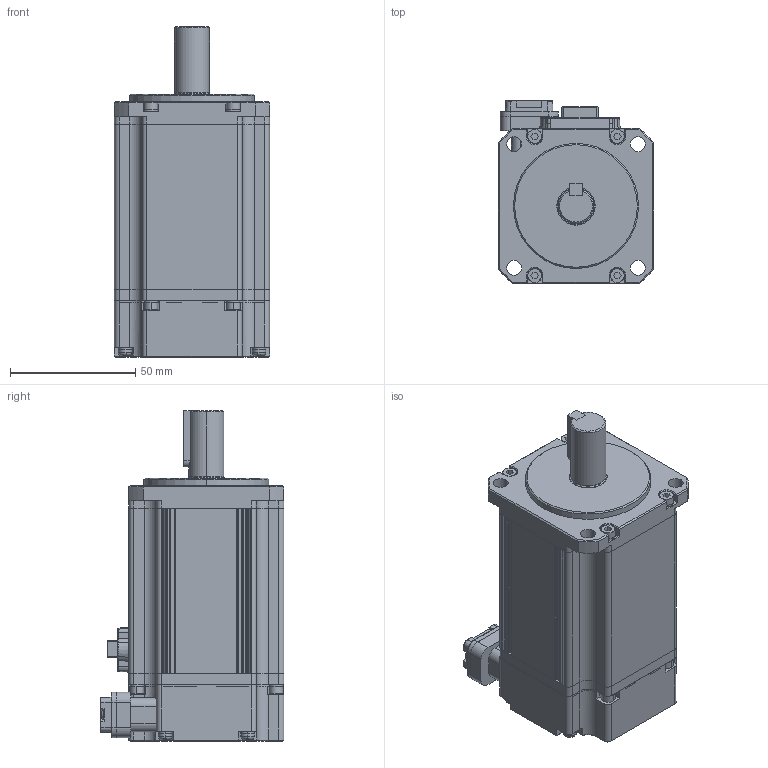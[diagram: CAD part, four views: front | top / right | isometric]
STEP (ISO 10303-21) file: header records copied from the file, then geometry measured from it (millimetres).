
FILE_DESCRIPTION (( 'STEP AP214' ), '1' );
FILE_NAME ('SLM06GA041G03_Out Line(APMC-FBL04AYK).STEP', '2019-07-25T09:02:31', ( '' ), ( '' ), 'SwSTEP 2.0', 'SolidWorks 2011', '' );
FILE_SCHEMA (( 'AUTOMOTIVE_DESIGN' ));
Length unit declared in the file: millimetre
Products named in the file (1): SLM06GA041G03_Out Line(APMC-FBL04AYK)
Bounding box: 62 x 73.5 x 132.2 mm (x, y, z)
Volume: 358877.4 mm3; surface area: 75619.7 mm2
Topology: 45 solids, 45 shells, 1850 faces, 4849 edges, 3153 vertices
Faces by surface type: plane 1191, cylinder 470, bspline 101, cone 68, torus 20
Entity records: 81541 total; most frequent: CARTESIAN_POINT 15307, ORIENTED_EDGE 9670, DIRECTION 8934, EDGE_CURVE 4835, LINE 3378, VECTOR 3378, VERTEX_POINT 3153, AXIS2_PLACEMENT_3D 2778
